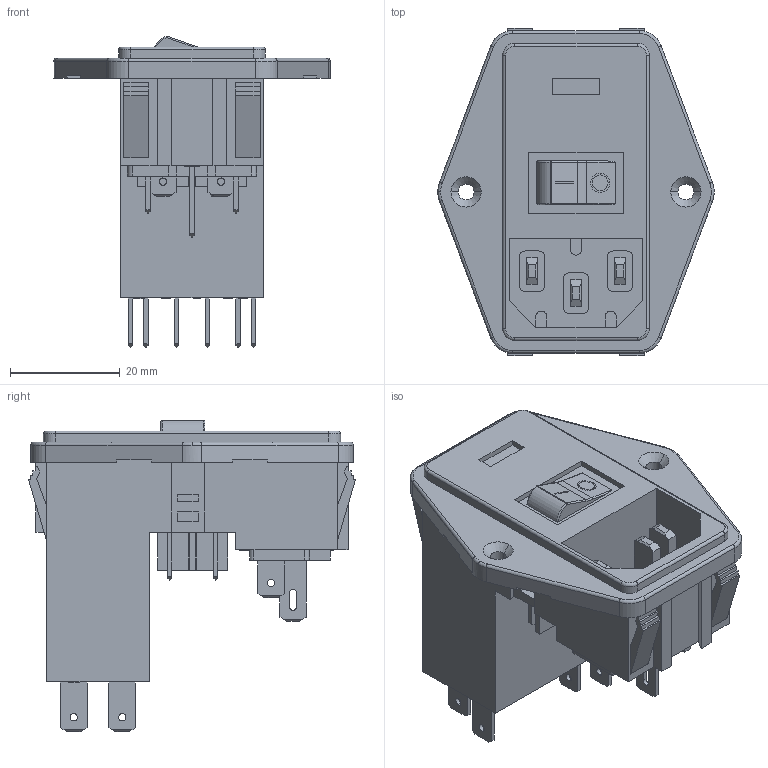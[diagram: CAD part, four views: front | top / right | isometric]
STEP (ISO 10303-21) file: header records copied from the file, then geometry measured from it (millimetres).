
FILE_DESCRIPTION (( 'STEP AP203' ), '1' );
FILE_NAME ('83543060NR.STEP', '2007-07-23T15:30:13', ( ' ' ), ( ' ' ), 'SwSTEP 2.0', 'SolidWorks 2007', '' );
FILE_SCHEMA (( 'CONFIG_CONTROL_DESIGN' ));
Length unit declared in the file: millimetre
Products named in the file (1): 83543060NR
Bounding box: 50.29 x 59.52 x 56.71 mm (x, y, z)
Volume: 37307.9 mm3; surface area: 17315.1 mm2
Topology: 1 solids, 1 shells, 613 faces, 1646 edges, 1084 vertices
Faces by surface type: plane 463, cylinder 92, bspline 37, torus 15, cone 4, sphere 2
Entity records: 21040 total; most frequent: CARTESIAN_POINT 5603, ORIENTED_EDGE 3288, DIRECTION 2925, EDGE_CURVE 1644, VECTOR 1361, LINE 1361, VERTEX_POINT 1084, AXIS2_PLACEMENT_3D 782
